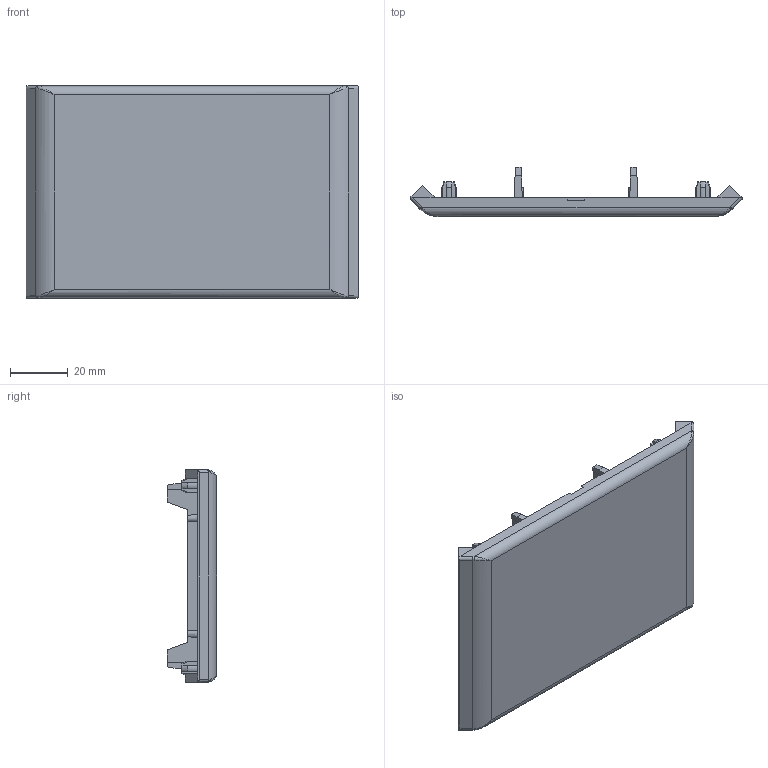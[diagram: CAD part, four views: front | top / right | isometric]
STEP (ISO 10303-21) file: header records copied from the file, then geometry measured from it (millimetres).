
FILE_DESCRIPTION (( 'STEP AP203' ), '1' );
FILE_NAME ('412530232_c_1.STEP', '2023-03-07T03:41:25', ( '' ), ( '' ), 'SwSTEP 2.0', 'SolidWorks 2014', '' );
FILE_SCHEMA (( 'CONFIG_CONTROL_DESIGN' ));
Length unit declared in the file: millimetre
Products named in the file (1): 412530232_c_1
Bounding box: 115 x 17 x 73.6 mm (x, y, z)
Volume: 29901.4 mm3; surface area: 22473.9 mm2
Topology: 1 solids, 1 shells, 188 faces, 533 edges, 345 vertices
Faces by surface type: plane 116, cone 34, cylinder 30, bspline 8
Entity records: 6633 total; most frequent: CARTESIAN_POINT 1825, ORIENTED_EDGE 1058, DIRECTION 908, EDGE_CURVE 529, LINE 348, VECTOR 348, VERTEX_POINT 345, AXIS2_PLACEMENT_3D 280
